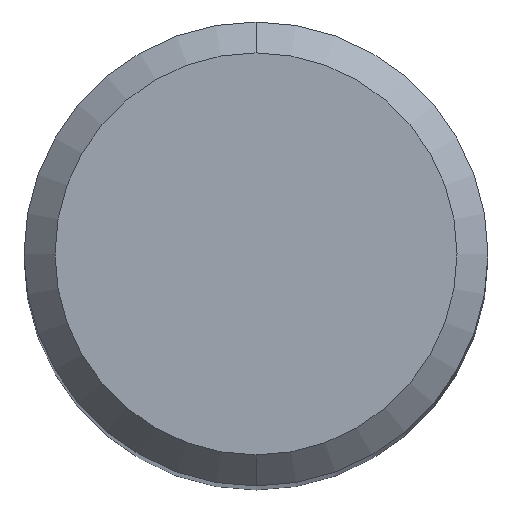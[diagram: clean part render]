
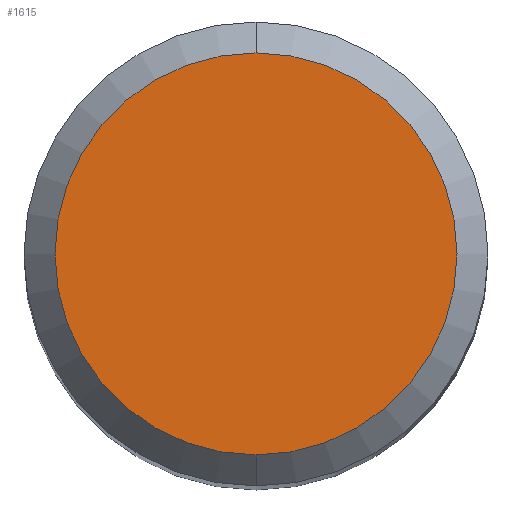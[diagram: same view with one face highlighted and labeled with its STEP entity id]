
A CAD part, top view. The second image highlights one B-rep face of the part: STEP entity #1615.
In plain terms, the highlighted planar face has unit normal (0, 0, 1).
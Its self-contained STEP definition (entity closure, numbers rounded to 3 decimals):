
#675=VERTEX_POINT('',#1767);
#1159=EDGE_CURVE('',#675,#1389,#2304,.T.);
#1311=EDGE_CURVE('',#1389,#675,#2467,.T.);
#1389=VERTEX_POINT('',#2553);
#1615=ADVANCED_FACE('',(#2795),#2796,.T.);
#1767=CARTESIAN_POINT('',(0.,-2.6,0.0));
#2304=CIRCLE('',#8394,2.6);
#2467=CIRCLE('',#9315,2.6);
#2553=CARTESIAN_POINT('',(0.0,2.6,0.0));
#2795=FACE_OUTER_BOUND('',#10862,.T.);
#2796=PLANE('',#10863);
#8394=AXIS2_PLACEMENT_3D('',#11584,#11585,#11586);
#9315=AXIS2_PLACEMENT_3D('',#11733,#11734,#11735);
#10862=EDGE_LOOP('',(#12090,#12091));
#10863=AXIS2_PLACEMENT_3D('',#12092,#12093,#12094);
#11584=CARTESIAN_POINT('',(0.0,0.0,0.0));
#11585=DIRECTION('',(0.0,0.0,-1.0));
#11586=DIRECTION('',(0.0,1.0,0.0));
#11733=CARTESIAN_POINT('',(0.0,0.0,0.0));
#11734=DIRECTION('',(0.0,0.0,-1.0));
#11735=DIRECTION('',(0.0,1.0,0.0));
#12090=ORIENTED_EDGE('',*,*,#1311,.F.);
#12091=ORIENTED_EDGE('',*,*,#1159,.F.);
#12092=CARTESIAN_POINT('',(0.0,1.3,0.0));
#12093=DIRECTION('',(-0.0,0.0,1.0));
#12094=DIRECTION('',(0.0,-1.0,0.0));
